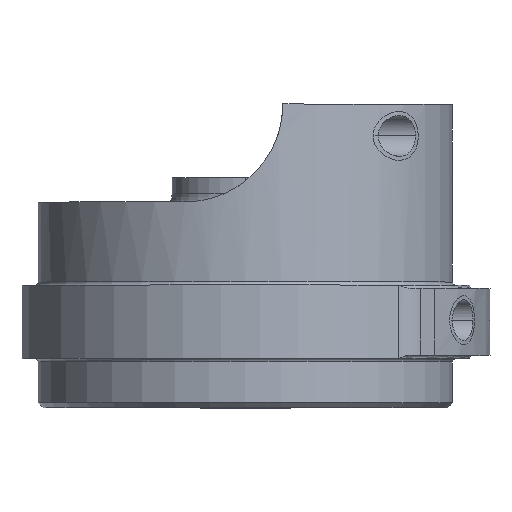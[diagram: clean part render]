
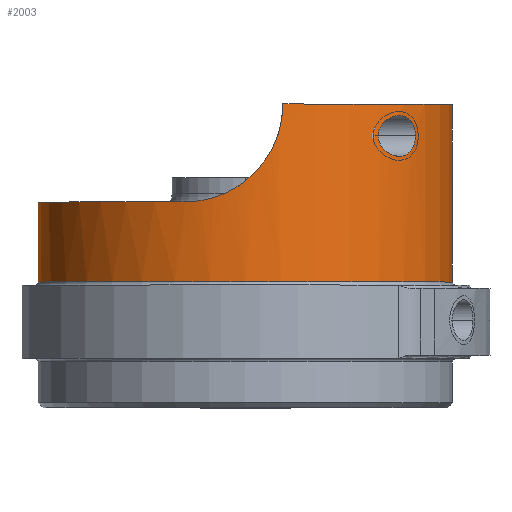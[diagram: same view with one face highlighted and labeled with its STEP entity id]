
A CAD part, top view. The second image highlights one B-rep face of the part: STEP entity #2003.
In plain terms, the highlighted cylindrical face has radius 12.7 mm (diameter 25.4 mm), a partial arc.
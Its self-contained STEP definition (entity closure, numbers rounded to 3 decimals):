
#166=CARTESIAN_POINT('',(2.3,11.3,12.49));
#167=CARTESIAN_POINT('',(2.3,10.981,12.49));
#168=CARTESIAN_POINT('',(2.249,10.339,12.499));
#169=CARTESIAN_POINT('',(2.013,9.379,12.541));
#170=CARTESIAN_POINT('',(1.629,8.488,12.598));
#171=CARTESIAN_POINT('',(1.125,7.694,12.654));
#172=CARTESIAN_POINT('',(0.525,7.01,12.694));
#173=CARTESIAN_POINT('',(-0.1,6.48,12.704));
#174=CARTESIAN_POINT('',(-0.709,6.081,12.686));
#175=CARTESIAN_POINT('',(-1.409,5.736,12.629));
#176=CARTESIAN_POINT('',(-2.171,5.479,12.522));
#177=CARTESIAN_POINT('',(-2.978,5.326,12.355));
#178=CARTESIAN_POINT('',(-3.465,5.3,12.221));
#179=CARTESIAN_POINT('',(-3.7,5.3,12.149));
#308=CARTESIAN_POINT('',(8.138,9.35,9.75));
#309=CARTESIAN_POINT('',(8.138,9.429,9.75));
#310=CARTESIAN_POINT('',(8.156,9.586,9.735));
#311=CARTESIAN_POINT('',(8.236,9.818,9.667));
#312=CARTESIAN_POINT('',(8.365,10.033,9.556));
#313=CARTESIAN_POINT('',(8.545,10.234,9.396));
#314=CARTESIAN_POINT('',(8.769,10.405,9.188));
#315=CARTESIAN_POINT('',(9.014,10.527,8.948));
#316=CARTESIAN_POINT('',(9.255,10.593,8.699));
#317=CARTESIAN_POINT('',(9.485,10.607,8.448));
#318=CARTESIAN_POINT('',(9.704,10.571,8.195));
#319=CARTESIAN_POINT('',(9.907,10.482,7.948));
#320=CARTESIAN_POINT('',(10.085,10.34,7.72));
#321=CARTESIAN_POINT('',(10.234,10.144,7.521));
#322=CARTESIAN_POINT('',(10.348,9.898,7.363));
#323=CARTESIAN_POINT('',(10.416,9.61,7.266));
#324=CARTESIAN_POINT('',(10.427,9.436,7.25));
#325=CARTESIAN_POINT('',(10.427,9.35,7.25));
#327=CARTESIAN_POINT('',(10.427,9.35,7.25));
#328=CARTESIAN_POINT('',(10.427,9.262,7.25));
#329=CARTESIAN_POINT('',(10.415,9.085,7.267));
#330=CARTESIAN_POINT('',(10.346,8.796,7.366));
#331=CARTESIAN_POINT('',(10.232,8.553,7.524));
#332=CARTESIAN_POINT('',(10.084,8.359,7.722));
#333=CARTESIAN_POINT('',(9.906,8.218,7.949));
#334=CARTESIAN_POINT('',(9.704,8.129,8.195));
#335=CARTESIAN_POINT('',(9.485,8.093,8.448));
#336=CARTESIAN_POINT('',(9.255,8.107,8.699));
#337=CARTESIAN_POINT('',(9.012,8.174,8.951));
#338=CARTESIAN_POINT('',(8.767,8.296,9.19));
#339=CARTESIAN_POINT('',(8.545,8.466,9.397));
#340=CARTESIAN_POINT('',(8.366,8.666,9.556));
#341=CARTESIAN_POINT('',(8.237,8.881,9.667));
#342=CARTESIAN_POINT('',(8.155,9.115,9.736));
#343=CARTESIAN_POINT('',(8.138,9.271,9.75));
#344=CARTESIAN_POINT('',(8.138,9.35,9.75));
#346=CARTESIAN_POINT('',(0.,0.4,0.));
#347=DIRECTION('',(0.,-1.,0.));
#348=DIRECTION('',(1.,0.,0.));
#349=AXIS2_PLACEMENT_3D('',#346,#347,#348);
#351=CARTESIAN_POINT('',(0.,5.3,0.));
#352=DIRECTION('',(0.,1.,0.));
#353=DIRECTION('',(-1.,0.,0.));
#354=AXIS2_PLACEMENT_3D('',#351,#352,#353);
#356=CARTESIAN_POINT('',(12.678,9.35,0.75));
#357=CARTESIAN_POINT('',(12.678,9.416,0.75));
#358=CARTESIAN_POINT('',(12.679,9.544,0.733));
#359=CARTESIAN_POINT('',(12.683,9.727,0.658));
#360=CARTESIAN_POINT('',(12.689,9.886,0.537));
#361=CARTESIAN_POINT('',(12.695,10.006,0.382));
#362=CARTESIAN_POINT('',(12.699,10.083,0.195));
#363=CARTESIAN_POINT('',(12.7,10.1,0.066));
#364=CARTESIAN_POINT('',(12.7,10.1,0.));
#366=CARTESIAN_POINT('',(12.7,8.6,0.));
#367=CARTESIAN_POINT('',(12.7,8.6,0.066));
#368=CARTESIAN_POINT('',(12.699,8.617,0.195));
#369=CARTESIAN_POINT('',(12.695,8.694,0.381));
#370=CARTESIAN_POINT('',(12.689,8.814,0.536));
#371=CARTESIAN_POINT('',(12.683,8.972,0.658));
#372=CARTESIAN_POINT('',(12.679,9.156,0.733));
#373=CARTESIAN_POINT('',(12.678,9.284,0.75));
#374=CARTESIAN_POINT('',(12.678,9.35,0.75));
#437=DIRECTION('',(0.,1.,0.));
#438=VECTOR('',#437,8.2);
#439=CARTESIAN_POINT('',(12.7,0.4,0.));
#440=LINE('',#439,#438);
#461=DIRECTION('',(0.,1.,0.));
#462=VECTOR('',#461,1.2);
#463=CARTESIAN_POINT('',(12.7,10.1,0.));
#464=LINE('',#463,#462);
#470=DIRECTION('',(0.,1.,0.));
#471=VECTOR('',#470,4.9);
#472=CARTESIAN_POINT('',(-12.7,0.4,0.));
#473=LINE('',#472,#471);
#543=CARTESIAN_POINT('',(0.,11.3,0.));
#544=DIRECTION('',(0.,-1.,0.));
#545=DIRECTION('',(1.,0.,0.));
#546=AXIS2_PLACEMENT_3D('',#543,#544,#545);
#1564=CARTESIAN_POINT('',(12.7,0.4,0.));
#1565=CARTESIAN_POINT('',(-12.7,0.4,0.));
#1566=VERTEX_POINT('',#1564);
#1567=VERTEX_POINT('',#1565);
#1605=CARTESIAN_POINT('',(-3.7,5.3,12.149));
#1607=VERTEX_POINT('',#1605);
#1609=CARTESIAN_POINT('',(2.3,11.3,12.49));
#1611=VERTEX_POINT('',#1609);
#1612=CARTESIAN_POINT('',(-12.7,5.3,0.));
#1613=VERTEX_POINT('',#1612);
#1618=CARTESIAN_POINT('',(12.7,11.3,0.));
#1619=VERTEX_POINT('',#1618);
#1632=VERTEX_POINT('',#356);
#1633=VERTEX_POINT('',#364);
#1634=VERTEX_POINT('',#366);
#1635=VERTEX_POINT('',#308);
#1636=VERTEX_POINT('',#325);
#1975=CARTESIAN_POINT('',(0.,12.23,0.));
#1976=DIRECTION('',(0.,-1.,0.));
#1977=DIRECTION('',(-1.,0.,0.));
#1978=AXIS2_PLACEMENT_3D('',#1975,#1976,#1977);
#1979=CYLINDRICAL_SURFACE('',#1978,12.7);
#1981=ORIENTED_EDGE('',*,*,#1980,.T.);
#1983=ORIENTED_EDGE('',*,*,#1982,.T.);
#1984=ORIENTED_EDGE('',*,*,#1893,.T.);
#1985=ORIENTED_EDGE('',*,*,#1918,.F.);
#1987=ORIENTED_EDGE('',*,*,#1986,.F.);
#1989=ORIENTED_EDGE('',*,*,#1988,.F.);
#1990=ORIENTED_EDGE('',*,*,#1963,.F.);
#1992=ORIENTED_EDGE('',*,*,#1991,.F.);
#1994=ORIENTED_EDGE('',*,*,#1993,.F.);
#1995=EDGE_LOOP('',(#1981,#1983,#1984,#1985,#1987,#1989,#1990,#1992,#1994));
#1996=FACE_OUTER_BOUND('',#1995,.F.);
#1998=ORIENTED_EDGE('',*,*,#1997,.F.);
#2000=ORIENTED_EDGE('',*,*,#1999,.F.);
#2001=EDGE_LOOP('',(#1998,#2000));
#2002=FACE_BOUND('',#2001,.F.);
#2003=ADVANCED_FACE('',(#1996,#2002),#1979,.T.);
#180=B_SPLINE_CURVE_WITH_KNOTS('',3,(#166,#167,#168,#169,#170,#171,#172,#173,
#174,#175,#176,#177,#178,#179),.UNSPECIFIED.,.F.,.F.,(4,1,1,1,1,1,1,1,1,1,1,4),(
0.,0.091,0.182,0.273,0.364,
0.455,0.545,0.636,0.727,
0.818,0.909,1.),.UNSPECIFIED.);
#326=B_SPLINE_CURVE_WITH_KNOTS('',3,(#308,#309,#310,#311,#312,#313,#314,#315,
#316,#317,#318,#319,#320,#321,#322,#323,#324,#325),.UNSPECIFIED.,.F.,.F.,(4,1,1,
1,1,1,1,1,1,1,1,1,1,1,1,4),(0.,0.067,0.133,0.2,
0.267,0.333,0.4,0.467,0.533,
0.6,0.667,0.733,0.8,0.867,
0.933,1.),.UNSPECIFIED.);
#345=B_SPLINE_CURVE_WITH_KNOTS('',3,(#327,#328,#329,#330,#331,#332,#333,#334,
#335,#336,#337,#338,#339,#340,#341,#342,#343,#344),.UNSPECIFIED.,.F.,.F.,(4,1,1,
1,1,1,1,1,1,1,1,1,1,1,1,4),(0.,0.067,0.133,0.2,
0.267,0.333,0.4,0.467,0.533,
0.6,0.667,0.733,0.8,0.867,
0.933,1.),.UNSPECIFIED.);
#350=CIRCLE('',#349,12.7);
#355=CIRCLE('',#354,12.7);
#365=B_SPLINE_CURVE_WITH_KNOTS('',3,(#356,#357,#358,#359,#360,#361,#362,#363,
#364),.UNSPECIFIED.,.F.,.F.,(4,1,1,1,1,1,4),(0.,0.167,
0.333,0.5,0.667,0.833,1.),
.UNSPECIFIED.);
#375=B_SPLINE_CURVE_WITH_KNOTS('',3,(#366,#367,#368,#369,#370,#371,#372,#373,
#374),.UNSPECIFIED.,.F.,.F.,(4,1,1,1,1,1,4),(0.,0.167,
0.333,0.5,0.667,0.833,1.),
.UNSPECIFIED.);
#547=CIRCLE('',#546,12.7);
#1893=EDGE_CURVE('',#1613,#1607,#355,.T.);
#1918=EDGE_CURVE('',#1611,#1607,#180,.T.);
#1963=EDGE_CURVE('',#1632,#1633,#365,.T.);
#1980=EDGE_CURVE('',#1566,#1567,#350,.T.);
#1982=EDGE_CURVE('',#1567,#1613,#473,.T.);
#1986=EDGE_CURVE('',#1619,#1611,#547,.T.);
#1988=EDGE_CURVE('',#1633,#1619,#464,.T.);
#1991=EDGE_CURVE('',#1634,#1632,#375,.T.);
#1993=EDGE_CURVE('',#1566,#1634,#440,.T.);
#1997=EDGE_CURVE('',#1635,#1636,#326,.T.);
#1999=EDGE_CURVE('',#1636,#1635,#345,.T.);
